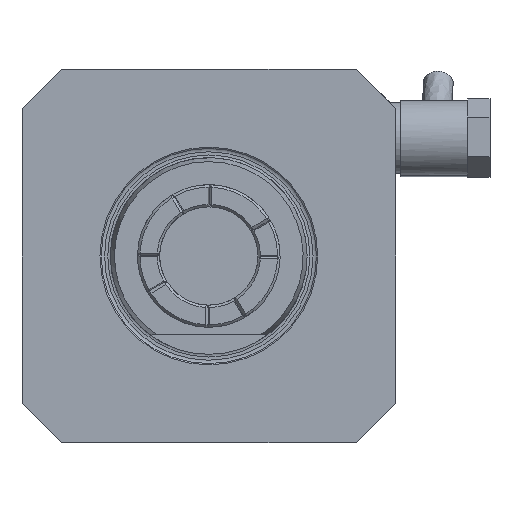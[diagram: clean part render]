
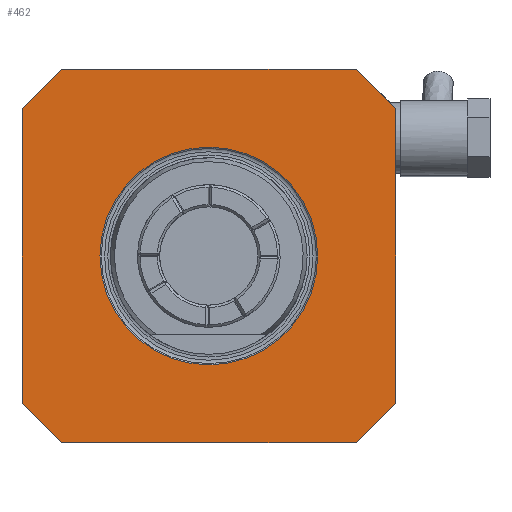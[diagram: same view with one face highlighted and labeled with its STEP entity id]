
A CAD part, front view. The second image highlights one B-rep face of the part: STEP entity #462.
In plain terms, the highlighted planar face has unit normal (0, -1, 0).
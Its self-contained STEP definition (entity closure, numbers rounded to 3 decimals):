
#462 = ADVANCED_FACE ( 'NONE', ( #12410, #7760 ), #22477, .F. ) ;
#528 = CARTESIAN_POINT ( 'NONE',  ( -38., 0., 30. ) ) ;
#1041 = CARTESIAN_POINT ( 'NONE',  ( 30., 0., 38. ) ) ;
#1240 = VECTOR ( 'NONE', #3209, 1000. ) ;
#1734 = CARTESIAN_POINT ( 'NONE',  ( -30., 0., 38. ) ) ;
#2154 = CARTESIAN_POINT ( 'NONE',  ( -38., 0., 30. ) ) ;
#2677 = VERTEX_POINT ( 'NONE', #13001 ) ;
#2909 = CARTESIAN_POINT ( 'NONE',  ( -38., 0., 75. ) ) ;
#2961 = VECTOR ( 'NONE', #5933, 1000. ) ;
#3177 = ORIENTED_EDGE ( 'NONE', *, *, #8202, .F. ) ;
#3209 = DIRECTION ( 'NONE',  ( 0.707, 0., -0.707 ) ) ;
#3252 = EDGE_CURVE ( 'NONE', #14177, #2677, #12345, .T. ) ;
#3337 = LINE ( 'NONE', #18056, #10010 ) ;
#3773 = DIRECTION ( 'NONE',  ( 1., 0., 0. ) ) ;
#4022 = LINE ( 'NONE', #11896, #4582 ) ;
#4082 = DIRECTION ( 'NONE',  ( -0.707, 0., -0.707 ) ) ;
#4582 = VECTOR ( 'NONE', #15127, 1000. ) ;
#4775 = AXIS2_PLACEMENT_3D ( 'NONE', #18691, #9992, #22324 ) ;
#5071 = CARTESIAN_POINT ( 'NONE',  ( 30., 0., 38. ) ) ;
#5257 = ORIENTED_EDGE ( 'NONE', *, *, #3252, .F. ) ;
#5788 = EDGE_LOOP ( 'NONE', ( #3177 ) ) ;
#5843 = EDGE_CURVE ( 'NONE', #7649, #17240, #3337, .T. ) ;
#5933 = DIRECTION ( 'NONE',  ( -1., 0., 0. ) ) ;
#6272 = CARTESIAN_POINT ( 'NONE',  ( 30., 0., -38. ) ) ;
#6325 = DIRECTION ( 'NONE',  ( -0.707, 0., 0.707 ) ) ;
#6393 = DIRECTION ( 'NONE',  ( 0., 0., -1. ) ) ;
#6861 = VECTOR ( 'NONE', #6325, 1000. ) ;
#7486 = EDGE_CURVE ( 'NONE', #10563, #2677, #4022, .T. ) ;
#7616 = ORIENTED_EDGE ( 'NONE', *, *, #5843, .F. ) ;
#7649 = VERTEX_POINT ( 'NONE', #1734 ) ;
#7686 = VECTOR ( 'NONE', #6393, 1000. ) ;
#7760 = FACE_OUTER_BOUND ( 'NONE', #10334, .T. ) ;
#8202 = EDGE_CURVE ( 'NONE', #19239, #19239, #8943, .T. ) ;
#8943 = CIRCLE ( 'NONE', #20121, 22.15 ) ;
#9046 = VECTOR ( 'NONE', #15554, 1000. ) ;
#9053 = EDGE_CURVE ( 'NONE', #7649, #14218, #9648, .T. ) ;
#9196 = ORIENTED_EDGE ( 'NONE', *, *, #18290, .F. ) ;
#9648 = LINE ( 'NONE', #528, #17288 ) ;
#9979 = ORIENTED_EDGE ( 'NONE', *, *, #9053, .T. ) ;
#9992 = DIRECTION ( 'NONE',  ( 0., 1., 0. ) ) ;
#10010 = VECTOR ( 'NONE', #19904, 1000. ) ;
#10334 = EDGE_LOOP ( 'NONE', ( #7616, #9979, #19369, #13249, #9196, #10829, #5257, #13349 ) ) ;
#10563 = VERTEX_POINT ( 'NONE', #6272 ) ;
#10829 = ORIENTED_EDGE ( 'NONE', *, *, #7486, .T. ) ;
#11553 = CARTESIAN_POINT ( 'NONE',  ( 0., 0., -38. ) ) ;
#11740 = CARTESIAN_POINT ( 'NONE',  ( -30., 0., -38. ) ) ;
#11896 = CARTESIAN_POINT ( 'NONE',  ( 38., 0., -30. ) ) ;
#12345 = LINE ( 'NONE', #22048, #7686 ) ;
#12410 = FACE_BOUND ( 'NONE', #5788, .T. ) ;
#12608 = CARTESIAN_POINT ( 'NONE',  ( 38., 0., 30. ) ) ;
#13001 = CARTESIAN_POINT ( 'NONE',  ( 38., 0., -30. ) ) ;
#13249 = ORIENTED_EDGE ( 'NONE', *, *, #15581, .T. ) ;
#13349 = ORIENTED_EDGE ( 'NONE', *, *, #14979, .T. ) ;
#14177 = VERTEX_POINT ( 'NONE', #12608 ) ;
#14218 = VERTEX_POINT ( 'NONE', #2154 ) ;
#14605 = EDGE_CURVE ( 'NONE', #18834, #14218, #15366, .T. ) ;
#14979 = EDGE_CURVE ( 'NONE', #14177, #17240, #22759, .T. ) ;
#15127 = DIRECTION ( 'NONE',  ( 0.707, 0., 0.707 ) ) ;
#15366 = LINE ( 'NONE', #2909, #9046 ) ;
#15403 = VERTEX_POINT ( 'NONE', #11740 ) ;
#15554 = DIRECTION ( 'NONE',  ( 0., 0., 1. ) ) ;
#15581 = EDGE_CURVE ( 'NONE', #18834, #15403, #15880, .T. ) ;
#15880 = LINE ( 'NONE', #20776, #1240 ) ;
#17013 = LINE ( 'NONE', #11553, #2961 ) ;
#17240 = VERTEX_POINT ( 'NONE', #5071 ) ;
#17288 = VECTOR ( 'NONE', #4082, 1000. ) ;
#17775 = CARTESIAN_POINT ( 'NONE',  ( 0., 0., 0. ) ) ;
#17833 = CARTESIAN_POINT ( 'NONE',  ( -38., 0., -30. ) ) ;
#17880 = CARTESIAN_POINT ( 'NONE',  ( 22.15, 0., 0. ) ) ;
#18056 = CARTESIAN_POINT ( 'NONE',  ( 0., 0., 38. ) ) ;
#18290 = EDGE_CURVE ( 'NONE', #10563, #15403, #17013, .T. ) ;
#18691 = CARTESIAN_POINT ( 'NONE',  ( 0., 0., 75. ) ) ;
#18834 = VERTEX_POINT ( 'NONE', #17833 ) ;
#19239 = VERTEX_POINT ( 'NONE', #17880 ) ;
#19369 = ORIENTED_EDGE ( 'NONE', *, *, #14605, .F. ) ;
#19904 = DIRECTION ( 'NONE',  ( 1., 0., 0. ) ) ;
#20121 = AXIS2_PLACEMENT_3D ( 'NONE', #17775, #21171, #3773 ) ;
#20776 = CARTESIAN_POINT ( 'NONE',  ( -30., 0., -38. ) ) ;
#21171 = DIRECTION ( 'NONE',  ( 0., -1., 0. ) ) ;
#22048 = CARTESIAN_POINT ( 'NONE',  ( 38., 0., 75. ) ) ;
#22324 = DIRECTION ( 'NONE',  ( -1., 0., 0. ) ) ;
#22477 = PLANE ( 'NONE',  #4775 ) ;
#22759 = LINE ( 'NONE', #1041, #6861 ) ;
